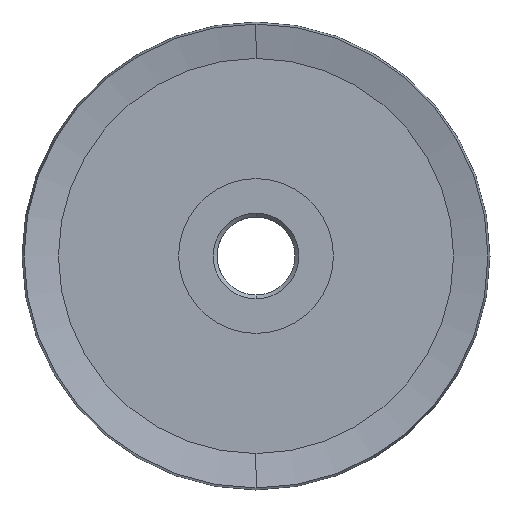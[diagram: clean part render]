
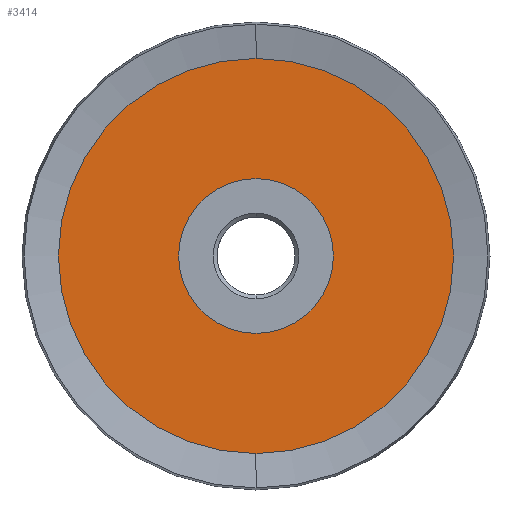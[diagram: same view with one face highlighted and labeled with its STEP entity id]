
A CAD part, left-side view. The second image highlights one B-rep face of the part: STEP entity #3414.
In plain terms, the highlighted planar face has unit normal (-1, 0, 0).
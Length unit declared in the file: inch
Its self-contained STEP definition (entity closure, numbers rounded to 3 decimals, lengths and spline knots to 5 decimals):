
#84 = CARTESIAN_POINT ( 'NONE',  ( 0.0315, 0., 0. ) ) ;
#276 = DIRECTION ( 'NONE',  ( -1., 0., 0. ) ) ;
#327 = EDGE_LOOP ( 'NONE', ( #1775, #6952 ) ) ;
#691 = VERTEX_POINT ( 'NONE', #4319 ) ;
#699 = DIRECTION ( 'NONE',  ( 0., 0., 1. ) ) ;
#709 = EDGE_CURVE ( 'NONE', #5814, #691, #4715, .T. ) ;
#1122 = ORIENTED_EDGE ( 'NONE', *, *, #2330, .T. ) ;
#1215 = DIRECTION ( 'NONE',  ( -1., 0., 0. ) ) ;
#1240 = EDGE_CURVE ( 'NONE', #691, #5814, #5783, .T. ) ;
#1362 = CIRCLE ( 'NONE', #2313, 0.63319 ) ;
#1772 = AXIS2_PLACEMENT_3D ( 'NONE', #84, #4348, #699 ) ;
#1775 = ORIENTED_EDGE ( 'NONE', *, *, #1240, .F. ) ;
#1804 = VERTEX_POINT ( 'NONE', #7446 ) ;
#2261 = AXIS2_PLACEMENT_3D ( 'NONE', #3923, #276, #4541 ) ;
#2313 = AXIS2_PLACEMENT_3D ( 'NONE', #2524, #6800, #3139 ) ;
#2330 = EDGE_CURVE ( 'NONE', #1804, #4901, #1362, .T. ) ;
#2524 = CARTESIAN_POINT ( 'NONE',  ( 0.0315, 0., 0. ) ) ;
#3139 = DIRECTION ( 'NONE',  ( 0., 0., 1. ) ) ;
#3336 = CARTESIAN_POINT ( 'NONE',  ( 0.0315, 0., 0. ) ) ;
#3414 = ADVANCED_FACE ( 'NONE', ( #6521, #4859 ), #6690, .T. ) ;
#3575 = EDGE_CURVE ( 'NONE', #4901, #1804, #5952, .T. ) ;
#3923 = CARTESIAN_POINT ( 'NONE',  ( 0.0315, 0., 0. ) ) ;
#3939 = DIRECTION ( 'NONE',  ( 0., 0., 1. ) ) ;
#3940 = CARTESIAN_POINT ( 'NONE',  ( 0.0315, 0., 0.63319 ) ) ;
#4138 = AXIS2_PLACEMENT_3D ( 'NONE', #4861, #1215, #5487 ) ;
#4319 = CARTESIAN_POINT ( 'NONE',  ( 0.0315, 0., 0.248 ) ) ;
#4348 = DIRECTION ( 'NONE',  ( -1., 0., 0. ) ) ;
#4541 = DIRECTION ( 'NONE',  ( 0., 0., 1. ) ) ;
#4715 = CIRCLE ( 'NONE', #1772, 0.248 ) ;
#4859 = FACE_OUTER_BOUND ( 'NONE', #5612, .T. ) ;
#4861 = CARTESIAN_POINT ( 'NONE',  ( 0.0315, 0., 0. ) ) ;
#4901 = VERTEX_POINT ( 'NONE', #3940 ) ;
#5487 = DIRECTION ( 'NONE',  ( 0., 0., 1. ) ) ;
#5612 = EDGE_LOOP ( 'NONE', ( #5628, #1122 ) ) ;
#5628 = ORIENTED_EDGE ( 'NONE', *, *, #3575, .T. ) ;
#5783 = CIRCLE ( 'NONE', #2261, 0.248 ) ;
#5814 = VERTEX_POINT ( 'NONE', #7438 ) ;
#5952 = CIRCLE ( 'NONE', #7830, 0.63319 ) ;
#6521 = FACE_BOUND ( 'NONE', #327, .T. ) ;
#6690 = PLANE ( 'NONE',  #4138 ) ;
#6800 = DIRECTION ( 'NONE',  ( -1., 0., 0. ) ) ;
#6952 = ORIENTED_EDGE ( 'NONE', *, *, #709, .F. ) ;
#7438 = CARTESIAN_POINT ( 'NONE',  ( 0.0315, 0., -0.248 ) ) ;
#7446 = CARTESIAN_POINT ( 'NONE',  ( 0.0315, 0., -0.63319 ) ) ;
#7629 = DIRECTION ( 'NONE',  ( -1., 0., 0. ) ) ;
#7830 = AXIS2_PLACEMENT_3D ( 'NONE', #3336, #7629, #3939 ) ;
